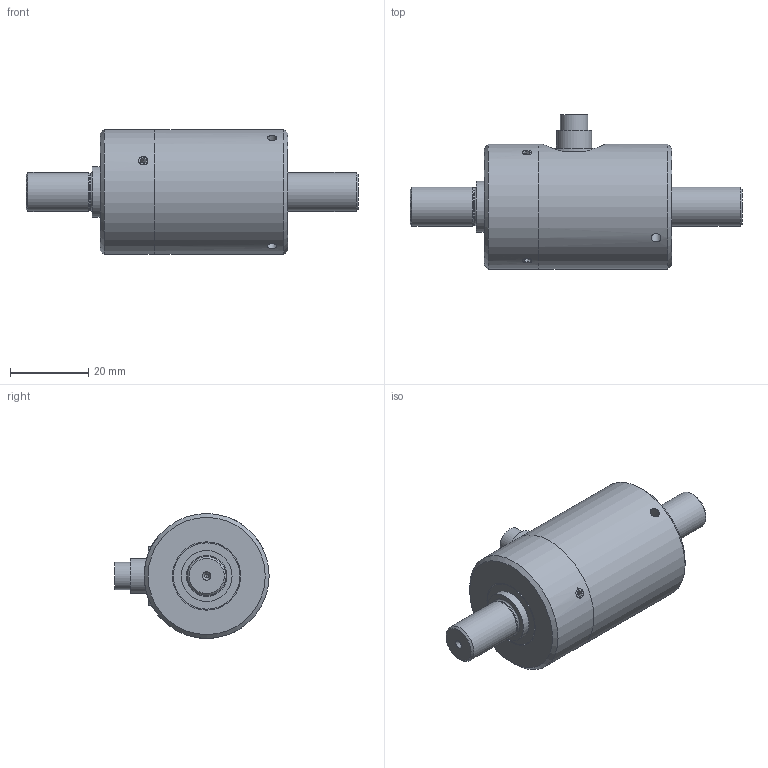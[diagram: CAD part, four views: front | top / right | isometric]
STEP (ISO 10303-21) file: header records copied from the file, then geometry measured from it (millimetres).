
FILE_DESCRIPTION( ( 'Unknown' ), '1' );
FILE_NAME( '2452-z03_doc-00036054.stp', 'Unknown', ( 'Unknown' ), ( 'Unknown' ), 'PSStep 17.0.49', 'Unknown', ' ' );
FILE_SCHEMA( ( 'AUTOMOTIVE_DESIGN { 1 0 10303 214 1 1 1 1 }' ) );
Length unit declared in the file: millimetre
Products named in the file (12): Assem1; Sicherungsring DIN 471-10x1-T1; flanschstecker 7-pol_doc-00011937_8; Gewindestift DIN 914-M3x5; Gewindestift DIN 914-M3x5-oa0; Gewindestift DIN 914-M3x5-oa1; 2452-016_DOC-00066356; 2112-010_doc-00048447; gewindestift din 914-m3x4; gewindestift din 914-m3x4-oa2; gewindestift din 914-m3x4-oa3; 2452-019_DOC-00106227
Assembly tree (11 placements, depth 2):
  Assem1
    Sicherungsring DIN 471-10x1-T1
    flanschstecker 7-pol_doc-00011937_8
    Gewindestift DIN 914-M3x5
    Gewindestift DIN 914-M3x5-oa0
    Gewindestift DIN 914-M3x5-oa1
    2452-016_DOC-00066356
    2112-010_doc-00048447
    gewindestift din 914-m3x4
    gewindestift din 914-m3x4-oa2
    gewindestift din 914-m3x4-oa3
    2452-019_DOC-00106227
Bounding box: 85 x 39.5 x 32 mm (x, y, z)
Volume: 40461.3 mm3; surface area: 15146.1 mm2
Topology: 11 solids, 11 shells, 186 faces, 406 edges, 254 vertices
Faces by surface type: plane 110, cylinder 46, cone 29, torus 1
Full cylindrical faces by diameter (mm): 1 x2, 1.5 x2, 2.459 x6, 3 x6, 6 x1, 7 x1, 9 x1, 9.5 x1, 9.6 x1, 10 x3, 11.459 x1, 12 x1, 13 x1, 15 x1, 17 x1, 17.5 x1, 22 x1, 26 x2, 32 x2
Entity records: 6750 total; most frequent: CARTESIAN_POINT 1299, DIRECTION 826, ORIENTED_EDGE 626, AXIS2_PLACEMENT_3D 330, EDGE_CURVE 313, EDGE_LOOP 284, VERTEX_POINT 235, FACE_OUTER_BOUND 222
